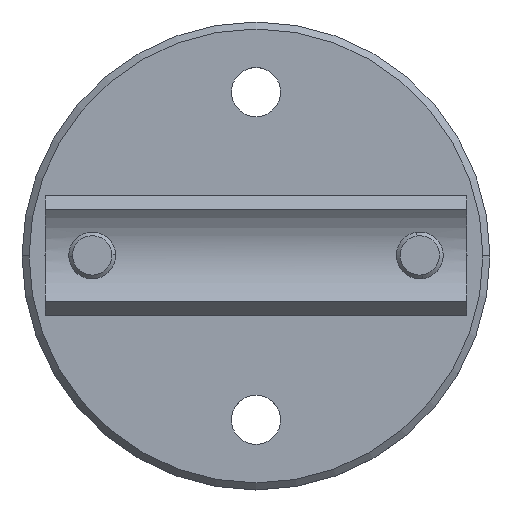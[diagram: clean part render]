
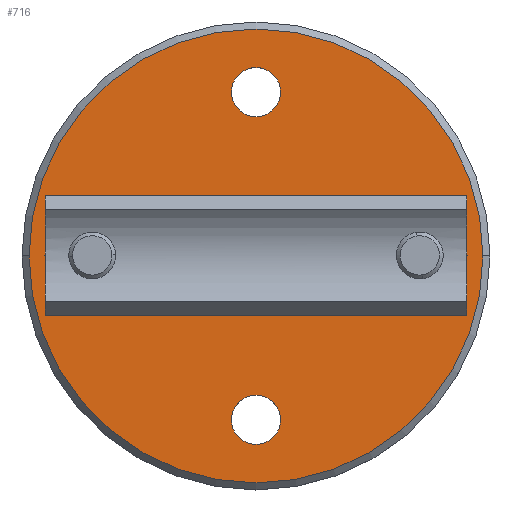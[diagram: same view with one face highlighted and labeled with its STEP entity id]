
A CAD part, top view. The second image highlights one B-rep face of the part: STEP entity #716.
In plain terms, the highlighted planar face has unit normal (0, 0, 1).
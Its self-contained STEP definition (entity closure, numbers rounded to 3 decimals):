
#23 = CARTESIAN_POINT ( 'NONE',  ( -5.25, -35., 5.7 ) ) ;
#27 = DIRECTION ( 'NONE',  ( 0., 0., 1. ) ) ;
#52 = EDGE_LOOP ( 'NONE', ( #634, #1764 ) ) ;
#64 = CARTESIAN_POINT ( 'NONE',  ( 24.9, 0., 5.7 ) ) ;
#75 = EDGE_CURVE ( 'NONE', #2806, #469, #1289, .T. ) ;
#83 = DIRECTION ( 'NONE',  ( 0., 0., 1. ) ) ;
#91 = CIRCLE ( 'NONE', #1721, 10.1 ) ;
#155 = CARTESIAN_POINT ( 'NONE',  ( 45.1, 0., 5.7 ) ) ;
#158 = FACE_OUTER_BOUND ( 'NONE', #2905, .T. ) ;
#160 = ORIENTED_EDGE ( 'NONE', *, *, #2433, .F. ) ;
#182 = CIRCLE ( 'NONE', #2185, 5.25 ) ;
#185 = AXIS2_PLACEMENT_3D ( 'NONE', #541, #27, #2546 ) ;
#242 = CIRCLE ( 'NONE', #3113, 5.25 ) ;
#260 = CARTESIAN_POINT ( 'NONE',  ( -45.1, 0., 5.7 ) ) ;
#266 = CARTESIAN_POINT ( 'NONE',  ( 0., -35., 5.7 ) ) ;
#295 = VERTEX_POINT ( 'NONE', #260 ) ;
#299 = CIRCLE ( 'NONE', #1351, 5.25 ) ;
#319 = CARTESIAN_POINT ( 'NONE',  ( -48.5, 0., 5.7 ) ) ;
#326 = DIRECTION ( 'NONE',  ( 0., 0., 1. ) ) ;
#380 = EDGE_LOOP ( 'NONE', ( #1817, #160 ) ) ;
#392 = EDGE_CURVE ( 'NONE', #295, #2672, #3111, .T. ) ;
#401 = FACE_BOUND ( 'NONE', #3267, .T. ) ;
#440 = CARTESIAN_POINT ( 'NONE',  ( -24.9, 0., 5.7 ) ) ;
#469 = VERTEX_POINT ( 'NONE', #64 ) ;
#476 = EDGE_CURVE ( 'NONE', #2672, #295, #610, .T. ) ;
#541 = CARTESIAN_POINT ( 'NONE',  ( -35., 0., 5.7 ) ) ;
#610 = CIRCLE ( 'NONE', #1664, 10.1 ) ;
#612 = CARTESIAN_POINT ( 'NONE',  ( 0., 0., 5.7 ) ) ;
#631 = EDGE_CURVE ( 'NONE', #797, #1620, #299, .T. ) ;
#634 = ORIENTED_EDGE ( 'NONE', *, *, #476, .F. ) ;
#657 = DIRECTION ( 'NONE',  ( 1., 0., 0. ) ) ;
#716 = ADVANCED_FACE ( 'NONE', ( #2217, #401, #1410, #2423, #158 ), #1423, .T. ) ;
#729 = CARTESIAN_POINT ( 'NONE',  ( 35., 0., 5.7 ) ) ;
#797 = VERTEX_POINT ( 'NONE', #1799 ) ;
#870 = CARTESIAN_POINT ( 'NONE',  ( 48.5, 0., 5.7 ) ) ;
#905 = VERTEX_POINT ( 'NONE', #23 ) ;
#912 = DIRECTION ( 'NONE',  ( 0., 0., 1. ) ) ;
#949 = ORIENTED_EDGE ( 'NONE', *, *, #1405, .F. ) ;
#965 = VERTEX_POINT ( 'NONE', #870 ) ;
#997 = CARTESIAN_POINT ( 'NONE',  ( 0., 0., 5.7 ) ) ;
#1011 = DIRECTION ( 'NONE',  ( 0., 0., 1. ) ) ;
#1050 = VERTEX_POINT ( 'NONE', #319 ) ;
#1084 = DIRECTION ( 'NONE',  ( 1., 0., 0. ) ) ;
#1131 = AXIS2_PLACEMENT_3D ( 'NONE', #997, #1803, #3086 ) ;
#1164 = CARTESIAN_POINT ( 'NONE',  ( 0., -35., 5.7 ) ) ;
#1183 = AXIS2_PLACEMENT_3D ( 'NONE', #2436, #1011, #1219 ) ;
#1217 = DIRECTION ( 'NONE',  ( 0., 0., 1. ) ) ;
#1219 = DIRECTION ( 'NONE',  ( 1., 0., 0. ) ) ;
#1289 = CIRCLE ( 'NONE', #1827, 10.1 ) ;
#1326 = ORIENTED_EDGE ( 'NONE', *, *, #2124, .T. ) ;
#1350 = CIRCLE ( 'NONE', #1131, 48.5 ) ;
#1351 = AXIS2_PLACEMENT_3D ( 'NONE', #2681, #912, #1676 ) ;
#1372 = DIRECTION ( 'NONE',  ( 0., 0., 1. ) ) ;
#1405 = EDGE_CURVE ( 'NONE', #2659, #905, #182, .T. ) ;
#1410 = FACE_BOUND ( 'NONE', #380, .T. ) ;
#1423 = PLANE ( 'NONE',  #1183 ) ;
#1528 = CARTESIAN_POINT ( 'NONE',  ( 0., 35., 5.7 ) ) ;
#1620 = VERTEX_POINT ( 'NONE', #2569 ) ;
#1664 = AXIS2_PLACEMENT_3D ( 'NONE', #3102, #1372, #3171 ) ;
#1676 = DIRECTION ( 'NONE',  ( 1., 0., 0. ) ) ;
#1703 = DIRECTION ( 'NONE',  ( 1., 0., 0. ) ) ;
#1721 = AXIS2_PLACEMENT_3D ( 'NONE', #729, #1744, #657 ) ;
#1744 = DIRECTION ( 'NONE',  ( 0., 0., 1. ) ) ;
#1764 = ORIENTED_EDGE ( 'NONE', *, *, #392, .F. ) ;
#1794 = DIRECTION ( 'NONE',  ( 0., 0., 1. ) ) ;
#1799 = CARTESIAN_POINT ( 'NONE',  ( -5.25, 35., 5.7 ) ) ;
#1803 = DIRECTION ( 'NONE',  ( 0., 0., 1. ) ) ;
#1817 = ORIENTED_EDGE ( 'NONE', *, *, #75, .F. ) ;
#1827 = AXIS2_PLACEMENT_3D ( 'NONE', #2342, #83, #1084 ) ;
#1935 = AXIS2_PLACEMENT_3D ( 'NONE', #266, #1794, #3127 ) ;
#2124 = EDGE_CURVE ( 'NONE', #965, #1050, #1350, .T. ) ;
#2146 = CIRCLE ( 'NONE', #1935, 5.25 ) ;
#2185 = AXIS2_PLACEMENT_3D ( 'NONE', #1164, #1217, #1703 ) ;
#2217 = FACE_BOUND ( 'NONE', #2965, .T. ) ;
#2282 = DIRECTION ( 'NONE',  ( 1., 0., 0. ) ) ;
#2342 = CARTESIAN_POINT ( 'NONE',  ( 35., 0., 5.7 ) ) ;
#2411 = AXIS2_PLACEMENT_3D ( 'NONE', #612, #2919, #3133 ) ;
#2423 = FACE_BOUND ( 'NONE', #52, .T. ) ;
#2433 = EDGE_CURVE ( 'NONE', #469, #2806, #91, .T. ) ;
#2436 = CARTESIAN_POINT ( 'NONE',  ( 0., 0., 5.7 ) ) ;
#2546 = DIRECTION ( 'NONE',  ( 1., 0., 0. ) ) ;
#2569 = CARTESIAN_POINT ( 'NONE',  ( 5.25, 35., 5.7 ) ) ;
#2579 = ORIENTED_EDGE ( 'NONE', *, *, #2607, .T. ) ;
#2607 = EDGE_CURVE ( 'NONE', #1050, #965, #3170, .T. ) ;
#2659 = VERTEX_POINT ( 'NONE', #2983 ) ;
#2672 = VERTEX_POINT ( 'NONE', #440 ) ;
#2681 = CARTESIAN_POINT ( 'NONE',  ( 0., 35., 5.7 ) ) ;
#2806 = VERTEX_POINT ( 'NONE', #155 ) ;
#2878 = EDGE_CURVE ( 'NONE', #1620, #797, #242, .T. ) ;
#2896 = EDGE_CURVE ( 'NONE', #905, #2659, #2146, .T. ) ;
#2905 = EDGE_LOOP ( 'NONE', ( #2579, #1326 ) ) ;
#2919 = DIRECTION ( 'NONE',  ( 0., 0., 1. ) ) ;
#2965 = EDGE_LOOP ( 'NONE', ( #3121, #3236 ) ) ;
#2983 = CARTESIAN_POINT ( 'NONE',  ( 5.25, -35., 5.7 ) ) ;
#3031 = ORIENTED_EDGE ( 'NONE', *, *, #2896, .F. ) ;
#3086 = DIRECTION ( 'NONE',  ( 1., 0., 0. ) ) ;
#3102 = CARTESIAN_POINT ( 'NONE',  ( -35., 0., 5.7 ) ) ;
#3111 = CIRCLE ( 'NONE', #185, 10.1 ) ;
#3113 = AXIS2_PLACEMENT_3D ( 'NONE', #1528, #326, #2282 ) ;
#3121 = ORIENTED_EDGE ( 'NONE', *, *, #2878, .F. ) ;
#3127 = DIRECTION ( 'NONE',  ( 1., 0., 0. ) ) ;
#3133 = DIRECTION ( 'NONE',  ( 1., 0., 0. ) ) ;
#3170 = CIRCLE ( 'NONE', #2411, 48.5 ) ;
#3171 = DIRECTION ( 'NONE',  ( 1., 0., 0. ) ) ;
#3236 = ORIENTED_EDGE ( 'NONE', *, *, #631, .F. ) ;
#3267 = EDGE_LOOP ( 'NONE', ( #949, #3031 ) ) ;
